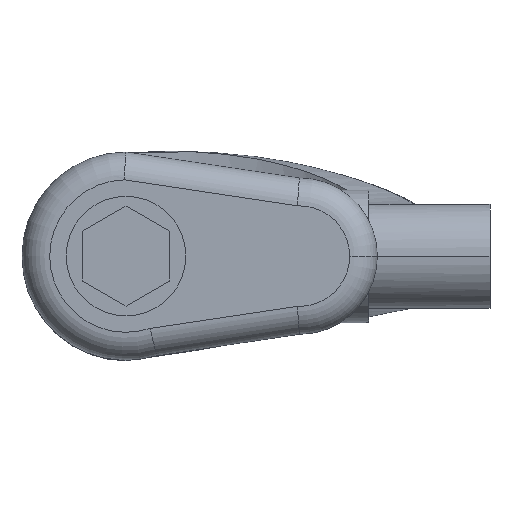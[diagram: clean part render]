
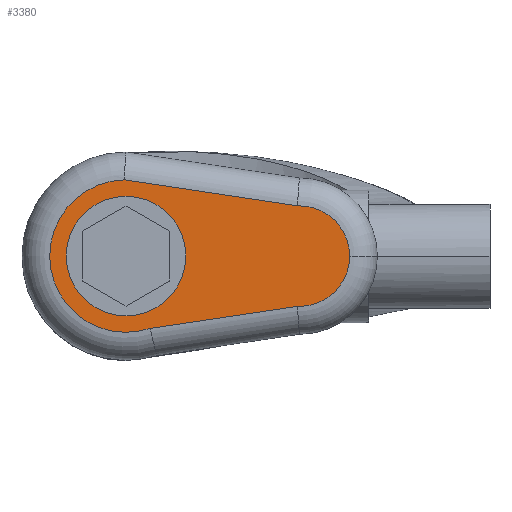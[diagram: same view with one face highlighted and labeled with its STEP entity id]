
A CAD part, top view. The second image highlights one B-rep face of the part: STEP entity #3380.
In plain terms, the highlighted planar face has unit normal (0, 0, 1).
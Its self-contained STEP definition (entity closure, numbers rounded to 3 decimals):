
#58 = CARTESIAN_POINT ( 'NONE',  ( 0., 0., 30. ) ) ;
#247 = VERTEX_POINT ( 'NONE', #3123 ) ;
#268 = DIRECTION ( 'NONE',  ( 1., 0., 0. ) ) ;
#351 = CARTESIAN_POINT ( 'NONE',  ( 50., 0., 30. ) ) ;
#480 = ORIENTED_EDGE ( 'NONE', *, *, #4875, .F. ) ;
#576 = FACE_OUTER_BOUND ( 'NONE', #998, .T. ) ;
#640 = DIRECTION ( 'NONE',  ( 1., 0., 0. ) ) ;
#646 = AXIS2_PLACEMENT_3D ( 'NONE', #58, #4122, #640 ) ;
#998 = EDGE_LOOP ( 'NONE', ( #3841, #6845, #1990, #3378, #1707 ) ) ;
#1244 = LINE ( 'NONE', #7144, #5237 ) ;
#1319 = DIRECTION ( 'NONE',  ( 1., 0., 0. ) ) ;
#1330 = CARTESIAN_POINT ( 'NONE',  ( 0., 0., 30. ) ) ;
#1451 = ORIENTED_EDGE ( 'NONE', *, *, #6276, .F. ) ;
#1537 = DIRECTION ( 'NONE',  ( -0.989, 0.148, 0. ) ) ;
#1558 = VERTEX_POINT ( 'NONE', #1849 ) ;
#1668 = VERTEX_POINT ( 'NONE', #5963 ) ;
#1707 = ORIENTED_EDGE ( 'NONE', *, *, #6974, .T. ) ;
#1846 = CIRCLE ( 'NONE', #6048, 14.5 ) ;
#1849 = CARTESIAN_POINT ( 'NONE',  ( -0.551, 21.993, 30. ) ) ;
#1990 = ORIENTED_EDGE ( 'NONE', *, *, #2632, .T. ) ;
#2333 = AXIS2_PLACEMENT_3D ( 'NONE', #7124, #3663, #1319 ) ;
#2337 = CARTESIAN_POINT ( 'NONE',  ( 6.979, -20.864, 30. ) ) ;
#2339 = VERTEX_POINT ( 'NONE', #5579 ) ;
#2466 = DIRECTION ( 'NONE',  ( 0.989, 0.148, 0. ) ) ;
#2632 = EDGE_CURVE ( 'NONE', #1668, #1558, #5198, .T. ) ;
#2657 = EDGE_CURVE ( 'NONE', #2339, #1668, #1846, .T. ) ;
#3096 = PLANE ( 'NONE',  #3318 ) ;
#3118 = EDGE_CURVE ( 'NONE', #1558, #6823, #5377, .T. ) ;
#3123 = CARTESIAN_POINT ( 'NONE',  ( -17.24, 0., 30. ) ) ;
#3234 = CARTESIAN_POINT ( 'NONE',  ( -1.187, 22.089, 30. ) ) ;
#3257 = DIRECTION ( 'NONE',  ( 1., 0., 0. ) ) ;
#3282 = DIRECTION ( 'NONE',  ( 1., 0., 0. ) ) ;
#3288 = CIRCLE ( 'NONE', #2333, 14.5 ) ;
#3318 = AXIS2_PLACEMENT_3D ( 'NONE', #1330, #4304, #268 ) ;
#3331 = AXIS2_PLACEMENT_3D ( 'NONE', #7378, #3917, #7522 ) ;
#3340 = CARTESIAN_POINT ( 'NONE',  ( 49.468, -14.49, 30. ) ) ;
#3378 = ORIENTED_EDGE ( 'NONE', *, *, #3118, .T. ) ;
#3380 = ADVANCED_FACE ( 'NONE', ( #576, #3764 ), #3096, .T. ) ;
#3656 = VERTEX_POINT ( 'NONE', #5026 ) ;
#3663 = DIRECTION ( 'NONE',  ( 0., 0., 1. ) ) ;
#3764 = FACE_BOUND ( 'NONE', #4627, .T. ) ;
#3804 = EDGE_CURVE ( 'NONE', #6315, #2339, #3288, .T. ) ;
#3830 = DIRECTION ( 'NONE',  ( 0., 0., 1. ) ) ;
#3841 = ORIENTED_EDGE ( 'NONE', *, *, #3804, .T. ) ;
#3917 = DIRECTION ( 'NONE',  ( 0., 0., 1. ) ) ;
#4122 = DIRECTION ( 'NONE',  ( 0., 0., 1. ) ) ;
#4304 = DIRECTION ( 'NONE',  ( 0., 0., 1. ) ) ;
#4627 = EDGE_LOOP ( 'NONE', ( #1451, #480 ) ) ;
#4875 = EDGE_CURVE ( 'NONE', #3656, #247, #5547, .T. ) ;
#5026 = CARTESIAN_POINT ( 'NONE',  ( 17.24, 0., 30. ) ) ;
#5198 = LINE ( 'NONE', #3234, #5575 ) ;
#5237 = VECTOR ( 'NONE', #2466, 1000. ) ;
#5377 = CIRCLE ( 'NONE', #6724, 22. ) ;
#5547 = CIRCLE ( 'NONE', #646, 17.24 ) ;
#5575 = VECTOR ( 'NONE', #1537, 1000. ) ;
#5579 = CARTESIAN_POINT ( 'NONE',  ( 64.5, 0., 30. ) ) ;
#5963 = CARTESIAN_POINT ( 'NONE',  ( 49.468, 14.49, 30. ) ) ;
#6048 = AXIS2_PLACEMENT_3D ( 'NONE', #351, #6764, #3282 ) ;
#6276 = EDGE_CURVE ( 'NONE', #247, #3656, #6976, .T. ) ;
#6315 = VERTEX_POINT ( 'NONE', #3340 ) ;
#6724 = AXIS2_PLACEMENT_3D ( 'NONE', #7392, #3830, #3257 ) ;
#6764 = DIRECTION ( 'NONE',  ( 0., 0., 1. ) ) ;
#6823 = VERTEX_POINT ( 'NONE', #2337 ) ;
#6845 = ORIENTED_EDGE ( 'NONE', *, *, #2657, .T. ) ;
#6974 = EDGE_CURVE ( 'NONE', #6823, #6315, #1244, .T. ) ;
#6976 = CIRCLE ( 'NONE', #3331, 17.24 ) ;
#7124 = CARTESIAN_POINT ( 'NONE',  ( 50., 0., 30. ) ) ;
#7144 = CARTESIAN_POINT ( 'NONE',  ( 48.813, -14.589, 30. ) ) ;
#7378 = CARTESIAN_POINT ( 'NONE',  ( 0., 0., 30. ) ) ;
#7392 = CARTESIAN_POINT ( 'NONE',  ( 0., 0., 30. ) ) ;
#7522 = DIRECTION ( 'NONE',  ( 1., 0., 0. ) ) ;
